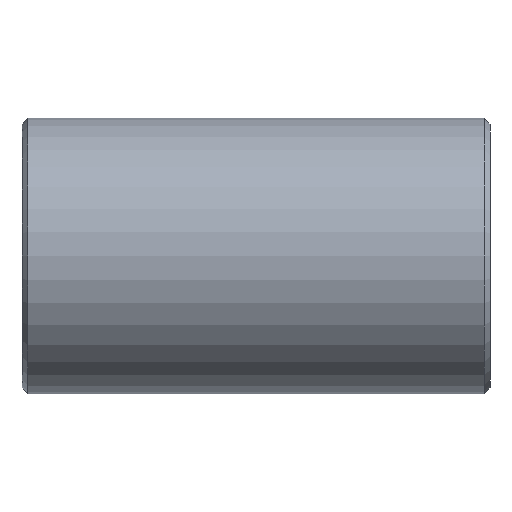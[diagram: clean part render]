
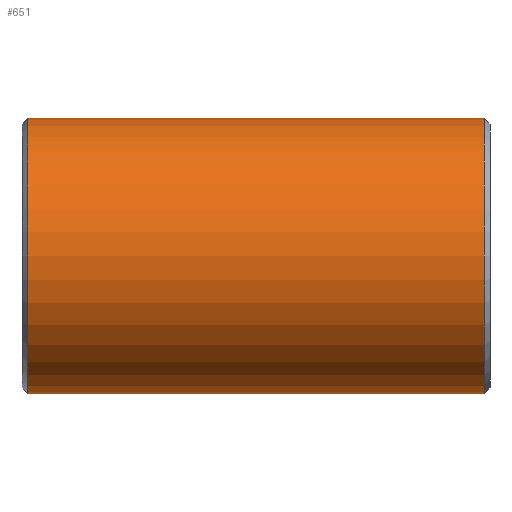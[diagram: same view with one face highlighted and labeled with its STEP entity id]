
A CAD part, front view. The second image highlights one B-rep face of the part: STEP entity #651.
In plain terms, the highlighted cylindrical face has radius 84.138 mm (diameter 168.275 mm), a partial arc.
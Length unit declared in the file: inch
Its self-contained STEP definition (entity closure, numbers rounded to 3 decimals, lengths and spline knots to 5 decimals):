
#1 = DIRECTION ( 'NONE',  ( 1., 0., 0. ) ) ;
#7 = AXIS2_PLACEMENT_3D ( 'NONE', #754, #576, #514 ) ;
#10 = FACE_OUTER_BOUND ( 'NONE', #701, .T. ) ;
#33 = ORIENTED_EDGE ( 'NONE', *, *, #176, .F. ) ;
#40 = DIRECTION ( 'NONE',  ( -1., 0., 0. ) ) ;
#46 = VERTEX_POINT ( 'NONE', #189 ) ;
#91 = ORIENTED_EDGE ( 'NONE', *, *, #165, .T. ) ;
#133 = LINE ( 'NONE', #371, #449 ) ;
#139 = CIRCLE ( 'NONE', #499, 3.3125 ) ;
#165 = EDGE_CURVE ( 'NONE', #530, #762, #139, .T. ) ;
#176 = EDGE_CURVE ( 'NONE', #530, #344, #133, .T. ) ;
#189 = CARTESIAN_POINT ( 'NONE',  ( -5.476, 0., 3.3125 ) ) ;
#209 = VECTOR ( 'NONE', #40, 39.37008 ) ;
#242 = ORIENTED_EDGE ( 'NONE', *, *, #320, .T. ) ;
#315 = CYLINDRICAL_SURFACE ( 'NONE', #7, 3.3125 ) ;
#320 = EDGE_CURVE ( 'NONE', #46, #344, #747, .T. ) ;
#324 = CARTESIAN_POINT ( 'NONE',  ( -5.476, 0., -3.3125 ) ) ;
#344 = VERTEX_POINT ( 'NONE', #324 ) ;
#371 = CARTESIAN_POINT ( 'NONE',  ( 5.62, 0., -3.3125 ) ) ;
#401 = CARTESIAN_POINT ( 'NONE',  ( 5.476, 0., -3.3125 ) ) ;
#410 = CARTESIAN_POINT ( 'NONE',  ( 5.62, 0., 3.3125 ) ) ;
#445 = DIRECTION ( 'NONE',  ( 0., 0., -1. ) ) ;
#449 = VECTOR ( 'NONE', #616, 39.37008 ) ;
#470 = LINE ( 'NONE', #410, #209 ) ;
#490 = DIRECTION ( 'NONE',  ( -1., 0., 0. ) ) ;
#499 = AXIS2_PLACEMENT_3D ( 'NONE', #507, #490, #445 ) ;
#506 = CARTESIAN_POINT ( 'NONE',  ( -5.476, 0., 0. ) ) ;
#507 = CARTESIAN_POINT ( 'NONE',  ( 5.476, 0., 0. ) ) ;
#510 = EDGE_CURVE ( 'NONE', #762, #46, #470, .T. ) ;
#514 = DIRECTION ( 'NONE',  ( 0., 0., 1. ) ) ;
#530 = VERTEX_POINT ( 'NONE', #401 ) ;
#544 = ORIENTED_EDGE ( 'NONE', *, *, #510, .T. ) ;
#564 = DIRECTION ( 'NONE',  ( 0., 0., 1. ) ) ;
#576 = DIRECTION ( 'NONE',  ( -1., 0., 0. ) ) ;
#616 = DIRECTION ( 'NONE',  ( -1., 0., 0. ) ) ;
#637 = CARTESIAN_POINT ( 'NONE',  ( 5.476, 0., 3.3125 ) ) ;
#651 = ADVANCED_FACE ( 'NONE', ( #10 ), #315, .T. ) ;
#701 = EDGE_LOOP ( 'NONE', ( #33, #91, #544, #242 ) ) ;
#733 = AXIS2_PLACEMENT_3D ( 'NONE', #506, #1, #564 ) ;
#747 = CIRCLE ( 'NONE', #733, 3.3125 ) ;
#754 = CARTESIAN_POINT ( 'NONE',  ( 5.62, 0., 0. ) ) ;
#762 = VERTEX_POINT ( 'NONE', #637 ) ;
